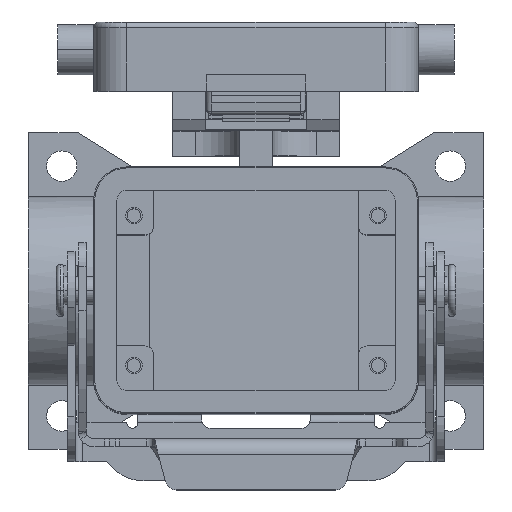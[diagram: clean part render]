
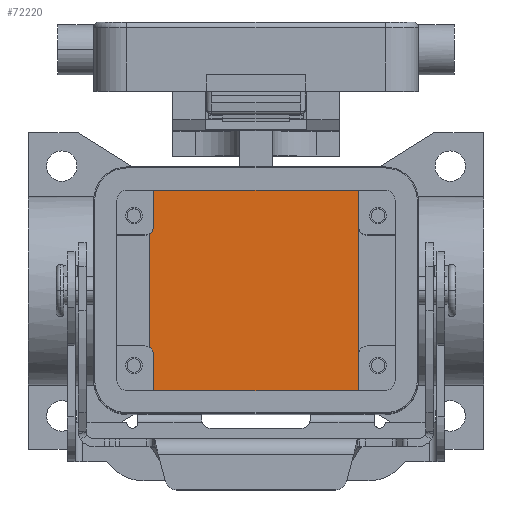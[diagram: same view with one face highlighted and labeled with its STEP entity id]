
A CAD part, top view. The second image highlights one B-rep face of the part: STEP entity #72220.
In plain terms, the highlighted planar face has unit normal (0, 0, 1).
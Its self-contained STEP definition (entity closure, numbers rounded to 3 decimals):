
#71490=CARTESIAN_POINT('',(0.,0.,-62.));
#71500=DIRECTION('',(0.,0.,1.));
#71510=DIRECTION('',(1.,0.,0.));
#71520=AXIS2_PLACEMENT_3D('',#71490,#71500,#71510);
#71530=PLANE('',#71520);
#71540=CARTESIAN_POINT('',(-20.,11.5,-62.));
#71550=DIRECTION('',(0.,0.,-1.));
#71560=DIRECTION('',(0.,-1.,0.));
#71570=AXIS2_PLACEMENT_3D('',#71540,#71550,#71560);
#71580=CIRCLE('',#71570,1.5);
#71590=CARTESIAN_POINT('',(-18.5,11.5,-62.));
#71600=VERTEX_POINT('',#71590);
#71610=CARTESIAN_POINT('',(-19.25,10.201,-62.));
#71620=VERTEX_POINT('',#71610);
#71630=EDGE_CURVE('',#71600,#71620,#71580,.T.);
#71640=ORIENTED_EDGE('',*,*,#71630,.T.);
#71650=CARTESIAN_POINT('',(-18.5,18.25,-62.));
#71660=DIRECTION('',(0.,-1.,0.));
#71670=VECTOR('',#71660,6.75);
#71680=LINE('',#71650,#71670);
#71690=CARTESIAN_POINT('',(-18.5,18.25,-62.));
#71700=VERTEX_POINT('',#71690);
#71710=EDGE_CURVE('',#71700,#71600,#71680,.T.);
#71720=ORIENTED_EDGE('',*,*,#71710,.T.);
#71730=CARTESIAN_POINT('',(18.5,18.25,-62.));
#71740=DIRECTION('',(-1.,0.,0.));
#71750=VECTOR('',#71740,37.);
#71760=LINE('',#71730,#71750);
#71770=CARTESIAN_POINT('',(18.5,18.25,-62.));
#71780=VERTEX_POINT('',#71770);
#71790=EDGE_CURVE('',#71780,#71700,#71760,.T.);
#71800=ORIENTED_EDGE('',*,*,#71790,.T.);
#71810=CARTESIAN_POINT('',(18.5,-18.25,-62.));
#71820=DIRECTION('',(0.,1.,0.));
#71830=VECTOR('',#71820,36.5);
#71840=LINE('',#71810,#71830);
#71850=CARTESIAN_POINT('',(18.5,-18.25,-62.));
#71860=VERTEX_POINT('',#71850);
#71870=EDGE_CURVE('',#71860,#71780,#71840,.T.);
#71880=ORIENTED_EDGE('',*,*,#71870,.T.);
#71890=CARTESIAN_POINT('',(-18.5,-18.25,-62.));
#71900=DIRECTION('',(1.,0.,0.));
#71910=VECTOR('',#71900,37.);
#71920=LINE('',#71890,#71910);
#71930=CARTESIAN_POINT('',(-18.5,-18.25,-62.));
#71940=VERTEX_POINT('',#71930);
#71950=EDGE_CURVE('',#71940,#71860,#71920,.T.);
#71960=ORIENTED_EDGE('',*,*,#71950,.T.);
#71970=CARTESIAN_POINT('',(-18.5,-11.5,-62.));
#71980=DIRECTION('',(0.,-1.,0.));
#71990=VECTOR('',#71980,6.75);
#72000=LINE('',#71970,#71990);
#72010=CARTESIAN_POINT('',(-18.5,-11.5,-62.));
#72020=VERTEX_POINT('',#72010);
#72030=EDGE_CURVE('',#72020,#71940,#72000,.T.);
#72040=ORIENTED_EDGE('',*,*,#72030,.T.);
#72050=CARTESIAN_POINT('',(-20.,-11.5,-62.));
#72060=DIRECTION('',(0.,0.,-1.));
#72070=DIRECTION('',(-1.,0.,0.));
#72080=AXIS2_PLACEMENT_3D('',#72050,#72060,#72070);
#72090=CIRCLE('',#72080,1.5);
#72100=CARTESIAN_POINT('',(-19.25,-10.201,-62.));
#72110=VERTEX_POINT('',#72100);
#72120=EDGE_CURVE('',#72110,#72020,#72090,.T.);
#72130=ORIENTED_EDGE('',*,*,#72120,.T.);
#72140=CARTESIAN_POINT('',(-19.25,10.201,-62.));
#72150=DIRECTION('',(0.,-1.,0.));
#72160=VECTOR('',#72150,20.402);
#72170=LINE('',#72140,#72160);
#72180=EDGE_CURVE('',#71620,#72110,#72170,.T.);
#72190=ORIENTED_EDGE('',*,*,#72180,.T.);
#72200=EDGE_LOOP('',(#72190,#72130,#72040,#71960,#71880,#71800,#71720,
#71640));
#72210=FACE_OUTER_BOUND('',#72200,.T.);
#72220=ADVANCED_FACE('',(#72210),#71530,.T.);
